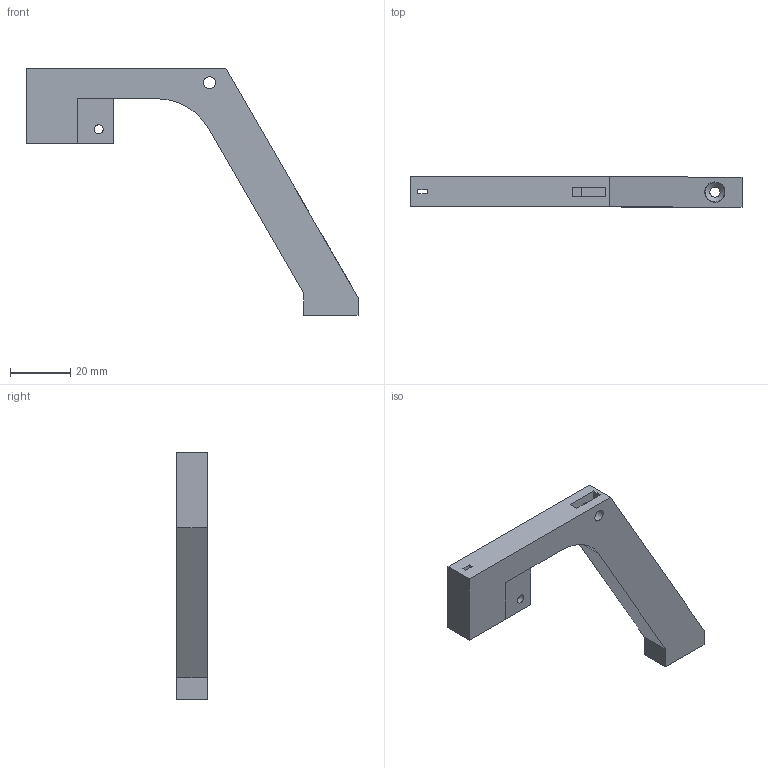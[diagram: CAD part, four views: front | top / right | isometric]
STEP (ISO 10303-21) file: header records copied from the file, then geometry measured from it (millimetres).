
FILE_DESCRIPTION(('FreeCAD Model'),'2;1');
FILE_NAME('Open CASCADE Shape Model','2023-02-20T21:06:27',(''),(''), 'Open CASCADE STEP processor 7.6','FreeCAD','Unknown');
FILE_SCHEMA(('AUTOMOTIVE_DESIGN { 1 0 10303 214 1 1 1 1 }'));
Length unit declared in the file: millimetre
Products named in the file (1): рычаг сброса кубиков
Bounding box: 110.5 x 10 x 82.13 mm (x, y, z)
Volume: 21906.7 mm3; surface area: 9544.8 mm2
Topology: 1 solids, 1 shells, 43 faces, 111 edges, 73 vertices
Faces by surface type: plane 35, cylinder 7, cone 1
Full cylindrical faces by diameter (mm): 3 x2, 3.4 x1, 4 x2
Entity records: 2838 total; most frequent: CARTESIAN_POINT 527, DIRECTION 427, LINE 303, VECTOR 303, ORIENTED_EDGE 222, PCURVE 222, DEFINITIONAL_REPRESENTATION 222, EDGE_CURVE 111
